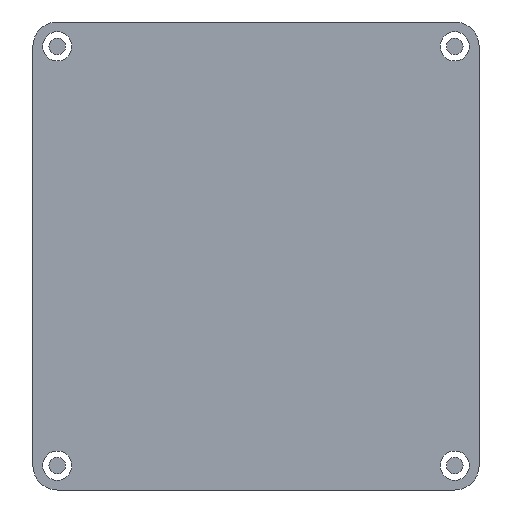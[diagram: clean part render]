
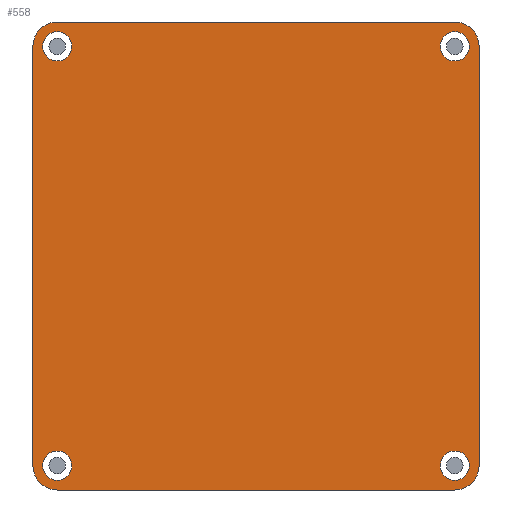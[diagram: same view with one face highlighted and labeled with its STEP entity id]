
A CAD part, left-side view. The second image highlights one B-rep face of the part: STEP entity #558.
In plain terms, the highlighted planar face has unit normal (-1, 0, 0).
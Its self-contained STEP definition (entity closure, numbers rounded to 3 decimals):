
#17=FACE_BOUND('',#125,.T.);
#18=FACE_BOUND('',#126,.T.);
#19=FACE_BOUND('',#127,.T.);
#20=FACE_BOUND('',#128,.T.);
#52=PLANE('',#634);
#86=FACE_OUTER_BOUND('',#124,.T.);
#124=EDGE_LOOP('',(#501,#502,#503,#504,#505,#506,#507,#508));
#125=EDGE_LOOP('',(#509));
#126=EDGE_LOOP('',(#510));
#127=EDGE_LOOP('',(#511));
#128=EDGE_LOOP('',(#512));
#147=LINE('',#883,#195);
#155=LINE('',#902,#203);
#175=LINE('',#952,#223);
#176=LINE('',#954,#224);
#195=VECTOR('',#719,10.);
#203=VECTOR('',#737,10.);
#223=VECTOR('',#795,10.);
#224=VECTOR('',#798,10.);
#234=CIRCLE('',#599,5.);
#242=CIRCLE('',#610,5.);
#243=CIRCLE('',#612,5.);
#244=CIRCLE('',#615,5.);
#245=CIRCLE('',#624,3.);
#246=CIRCLE('',#627,3.);
#247=CIRCLE('',#629,3.);
#248=CIRCLE('',#631,3.);
#259=VERTEX_POINT('',#838);
#260=VERTEX_POINT('',#840);
#279=VERTEX_POINT('',#882);
#282=VERTEX_POINT('',#891);
#283=VERTEX_POINT('',#895);
#284=VERTEX_POINT('',#897);
#285=VERTEX_POINT('',#901);
#286=VERTEX_POINT('',#905);
#293=VERTEX_POINT('',#935);
#294=VERTEX_POINT('',#940);
#295=VERTEX_POINT('',#944);
#296=VERTEX_POINT('',#948);
#311=EDGE_CURVE('',#259,#260,#234,.T.);
#332=EDGE_CURVE('',#279,#260,#147,.T.);
#337=EDGE_CURVE('',#279,#282,#242,.T.);
#340=EDGE_CURVE('',#283,#284,#243,.T.);
#342=EDGE_CURVE('',#285,#284,#155,.T.);
#344=EDGE_CURVE('',#285,#286,#244,.T.);
#360=EDGE_CURVE('',#293,#293,#245,.T.);
#362=EDGE_CURVE('',#294,#294,#246,.T.);
#364=EDGE_CURVE('',#295,#295,#247,.T.);
#366=EDGE_CURVE('',#296,#296,#248,.T.);
#367=EDGE_CURVE('',#259,#286,#175,.T.);
#368=EDGE_CURVE('',#283,#282,#176,.T.);
#501=ORIENTED_EDGE('',*,*,#311,.F.);
#502=ORIENTED_EDGE('',*,*,#367,.T.);
#503=ORIENTED_EDGE('',*,*,#344,.F.);
#504=ORIENTED_EDGE('',*,*,#342,.T.);
#505=ORIENTED_EDGE('',*,*,#340,.F.);
#506=ORIENTED_EDGE('',*,*,#368,.T.);
#507=ORIENTED_EDGE('',*,*,#337,.F.);
#508=ORIENTED_EDGE('',*,*,#332,.T.);
#509=ORIENTED_EDGE('',*,*,#366,.F.);
#510=ORIENTED_EDGE('',*,*,#364,.F.);
#511=ORIENTED_EDGE('',*,*,#362,.F.);
#512=ORIENTED_EDGE('',*,*,#360,.F.);
#558=ADVANCED_FACE('',(#86,#17,#18,#19,#20),#52,.F.);
#599=AXIS2_PLACEMENT_3D('',#841,#686,#687);
#610=AXIS2_PLACEMENT_3D('',#892,#726,#727);
#612=AXIS2_PLACEMENT_3D('',#898,#732,#733);
#615=AXIS2_PLACEMENT_3D('',#906,#741,#742);
#624=AXIS2_PLACEMENT_3D('',#937,#774,#775);
#627=AXIS2_PLACEMENT_3D('',#942,#781,#782);
#629=AXIS2_PLACEMENT_3D('',#946,#786,#787);
#631=AXIS2_PLACEMENT_3D('',#950,#791,#792);
#634=AXIS2_PLACEMENT_3D('',#955,#799,#800);
#686=DIRECTION('center_axis',(1.,0.,0.));
#687=DIRECTION('ref_axis',(0.,-0.707,0.707));
#719=DIRECTION('',(0.,0.,1.));
#726=DIRECTION('center_axis',(1.,0.,0.));
#727=DIRECTION('ref_axis',(0.,-0.707,-0.707));
#732=DIRECTION('center_axis',(1.,0.,0.));
#733=DIRECTION('ref_axis',(0.,0.707,-0.707));
#737=DIRECTION('',(0.,0.,-1.));
#741=DIRECTION('center_axis',(1.,0.,0.));
#742=DIRECTION('ref_axis',(0.,0.707,0.707));
#774=DIRECTION('center_axis',(-1.,0.,0.));
#775=DIRECTION('ref_axis',(0.,1.,0.));
#781=DIRECTION('center_axis',(-1.,0.,0.));
#782=DIRECTION('ref_axis',(0.,1.,0.));
#786=DIRECTION('center_axis',(-1.,0.,0.));
#787=DIRECTION('ref_axis',(0.,1.,0.));
#791=DIRECTION('center_axis',(-1.,0.,0.));
#792=DIRECTION('ref_axis',(0.,1.,0.));
#795=DIRECTION('',(0.,1.,0.));
#798=DIRECTION('',(0.,-1.,0.));
#799=DIRECTION('center_axis',(1.,0.,0.));
#800=DIRECTION('ref_axis',(0.,1.,0.));
#838=CARTESIAN_POINT('',(0.,-29.5,49.5));
#840=CARTESIAN_POINT('',(0.,-34.5,44.5));
#841=CARTESIAN_POINT('Origin',(0.,-29.5,44.5));
#882=CARTESIAN_POINT('',(0.,-34.5,-41.543));
#883=CARTESIAN_POINT('',(0.,-34.5,-46.543));
#891=CARTESIAN_POINT('',(0.,-29.5,-46.543));
#892=CARTESIAN_POINT('Origin',(0.,-29.5,-41.543));
#895=CARTESIAN_POINT('',(0.,52.07,-46.543));
#897=CARTESIAN_POINT('',(0.,57.07,-41.543));
#898=CARTESIAN_POINT('Origin',(0.,52.07,-41.543));
#901=CARTESIAN_POINT('',(0.,57.07,44.5));
#902=CARTESIAN_POINT('',(0.,57.07,49.5));
#905=CARTESIAN_POINT('',(0.,52.07,49.5));
#906=CARTESIAN_POINT('Origin',(0.,52.07,44.5));
#935=CARTESIAN_POINT('',(0.,-32.5,-41.543));
#937=CARTESIAN_POINT('Origin',(0.,-29.5,-41.543));
#940=CARTESIAN_POINT('',(0.,49.07,-41.543));
#942=CARTESIAN_POINT('Origin',(0.,52.07,-41.543));
#944=CARTESIAN_POINT('',(0.,-32.5,44.5));
#946=CARTESIAN_POINT('Origin',(0.,-29.5,44.5));
#948=CARTESIAN_POINT('',(0.,49.07,44.5));
#950=CARTESIAN_POINT('Origin',(0.,52.07,44.5));
#952=CARTESIAN_POINT('',(0.,-34.5,49.5));
#954=CARTESIAN_POINT('',(0.,57.07,-46.543));
#955=CARTESIAN_POINT('Origin',(0.,11.285,1.478));
